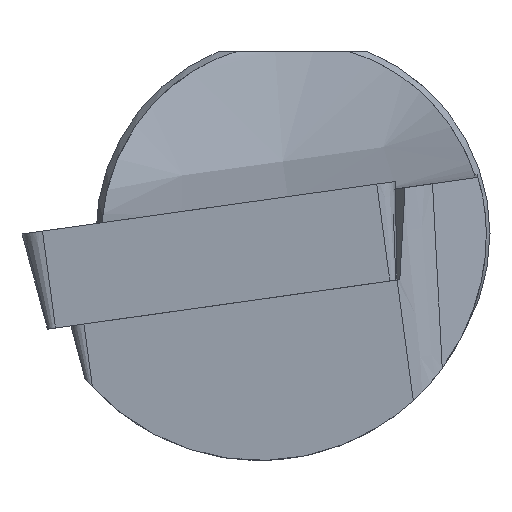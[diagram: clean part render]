
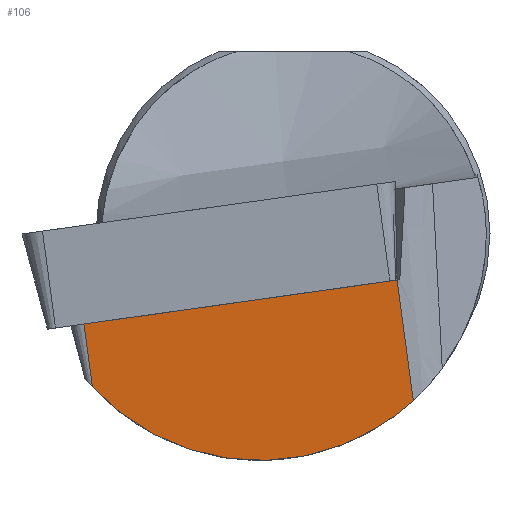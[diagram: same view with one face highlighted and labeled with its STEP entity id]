
A CAD part, left-side view. The second image highlights one B-rep face of the part: STEP entity #106.
In plain terms, the highlighted planar face has unit normal (-0.991, -0.068, -0.114).
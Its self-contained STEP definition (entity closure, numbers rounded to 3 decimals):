
#106=ADVANCED_FACE('',(#153),#137,.T.);
#137=PLANE('',#574);
#153=FACE_OUTER_BOUND('',#183,.T.);
#183=EDGE_LOOP('',(#220,#221,#222,#223));
#215=ELLIPSE('',#573,9.282,9.2);
#220=ORIENTED_EDGE('',*,*,#425,.F.);
#221=ORIENTED_EDGE('',*,*,#426,.T.);
#222=ORIENTED_EDGE('',*,*,#427,.T.);
#223=ORIENTED_EDGE('',*,*,#428,.F.);
#374=VERTEX_POINT('',#771);
#375=VERTEX_POINT('',#772);
#376=VERTEX_POINT('',#774);
#377=VERTEX_POINT('',#776);
#425=EDGE_CURVE('',#374,#375,#502,.T.);
#426=EDGE_CURVE('',#374,#376,#503,.T.);
#427=EDGE_CURVE('',#376,#377,#215,.T.);
#428=EDGE_CURVE('',#375,#377,#504,.T.);
#502=LINE('',#770,#537);
#503=LINE('',#773,#538);
#504=LINE('',#777,#539);
#537=VECTOR('',#628,1.);
#538=VECTOR('',#629,1.);
#539=VECTOR('',#632,1.);
#573=AXIS2_PLACEMENT_3D('',#775,#630,#631);
#574=AXIS2_PLACEMENT_3D('',#778,#633,#634);
#628=DIRECTION('',(0.052,-0.989,0.139));
#629=DIRECTION('',(0.122,-0.132,-0.984));
#630=DIRECTION('',(-0.991,-0.068,-0.114));
#631=DIRECTION('',(0.132,-0.509,-0.851));
#632=DIRECTION('',(0.122,-0.132,-0.984));
#633=DIRECTION('',(-0.991,-0.068,-0.114));
#634=DIRECTION('',(-0.114,0.,0.994));
#770=CARTESIAN_POINT('',(0.757,8.486,-3.66));
#771=CARTESIAN_POINT('',(0.757,8.486,-3.66));
#772=CARTESIAN_POINT('',(1.423,-4.229,-1.873));
#773=CARTESIAN_POINT('',(0.27,9.013,0.275));
#774=CARTESIAN_POINT('',(1.072,8.145,-6.203));
#775=CARTESIAN_POINT('',(0.827,1.35,0.));
#776=CARTESIAN_POINT('',(2.029,-4.885,-6.765));
#777=CARTESIAN_POINT('',(0.937,-3.702,2.062));
#778=CARTESIAN_POINT('',(0.27,9.013,0.275));
